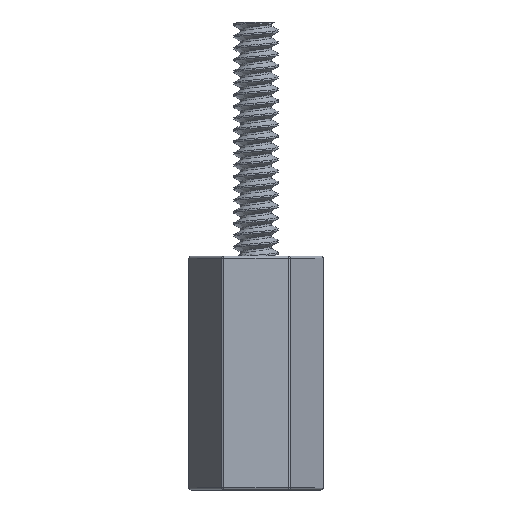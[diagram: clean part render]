
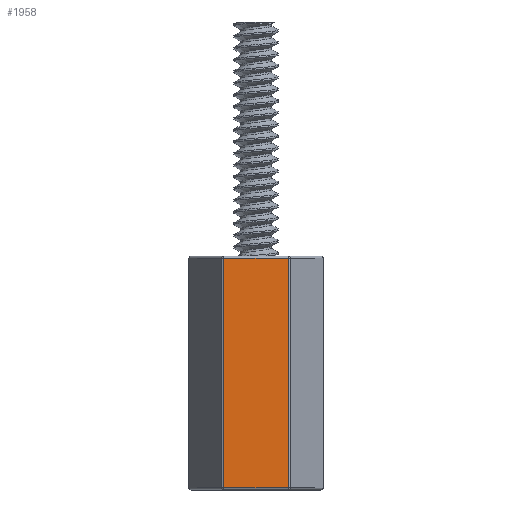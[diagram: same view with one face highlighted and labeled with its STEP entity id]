
A CAD part, front view. The second image highlights one B-rep face of the part: STEP entity #1958.
In plain terms, the highlighted planar face has unit normal (0, -1, 0).
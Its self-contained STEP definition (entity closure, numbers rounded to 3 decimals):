
#22=PLANE('',#2130);
#142=FACE_OUTER_BOUND('',#258,.T.);
#258=EDGE_LOOP('',(#1553,#1554,#1555,#1556));
#543=LINE('',#5036,#647);
#548=LINE('',#5078,#652);
#550=LINE('',#5081,#654);
#575=LINE('',#5147,#679);
#647=VECTOR('',#2393,10.);
#652=VECTOR('',#2442,10.);
#654=VECTOR('',#2446,10.);
#679=VECTOR('',#2529,10.);
#829=VERTEX_POINT('',#5012);
#835=VERTEX_POINT('',#5029);
#839=VERTEX_POINT('',#5040);
#852=VERTEX_POINT('',#5073);
#1090=EDGE_CURVE('',#835,#829,#543,.T.);
#1110=EDGE_CURVE('',#839,#852,#548,.T.);
#1112=EDGE_CURVE('',#852,#835,#550,.T.);
#1149=EDGE_CURVE('',#829,#839,#575,.T.);
#1553=ORIENTED_EDGE('',*,*,#1110,.F.);
#1554=ORIENTED_EDGE('',*,*,#1149,.F.);
#1555=ORIENTED_EDGE('',*,*,#1090,.F.);
#1556=ORIENTED_EDGE('',*,*,#1112,.F.);
#1958=ADVANCED_FACE('',(#142),#22,.T.);
#2130=AXIS2_PLACEMENT_3D('',#5150,#2533,#2534);
#2393=DIRECTION('',(0.,0.,-1.));
#2442=DIRECTION('',(0.,0.,1.));
#2446=DIRECTION('',(1.,0.,0.));
#2529=DIRECTION('',(-1.,0.,0.));
#2533=DIRECTION('center_axis',(0.,-1.,0.));
#2534=DIRECTION('ref_axis',(1.,0.,0.));
#5012=CARTESIAN_POINT('',(0.693,-1.25,0.05));
#5029=CARTESIAN_POINT('',(0.693,-1.25,4.95));
#5036=CARTESIAN_POINT('',(0.693,-1.25,0.));
#5040=CARTESIAN_POINT('',(-0.693,-1.25,0.05));
#5073=CARTESIAN_POINT('',(-0.693,-1.25,4.95));
#5078=CARTESIAN_POINT('',(-0.693,-1.25,0.));
#5081=CARTESIAN_POINT('',(-0.361,-1.25,4.95));
#5147=CARTESIAN_POINT('',(-0.361,-1.25,0.05));
#5150=CARTESIAN_POINT('Origin',(-0.722,-1.25,0.));
